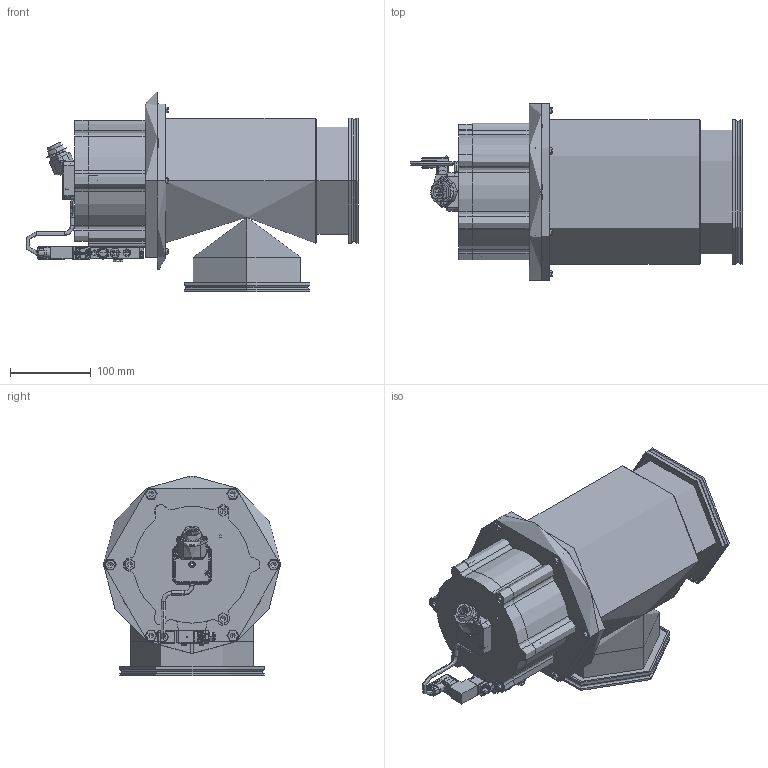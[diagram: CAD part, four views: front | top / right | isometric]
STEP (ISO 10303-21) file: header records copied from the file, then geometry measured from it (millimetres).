
FILE_DESCRIPTION (( 'STEP AP214' ), '1' );
FILE_NAME ('320VEP160-03.step', '2017-07-10T09:59:51', ( 'install' ), ( '' ), 'SwSTEP 2.0', 'SolidWorks 2015', '' );
FILE_SCHEMA (( 'AUTOMOTIVE_DESIGN' ));
Length unit declared in the file: millimetre
Products named in the file (1): 320VEP160-03
Bounding box: 412.34 x 220 x 248 mm (x, y, z)
Volume: 1757537.8 mm3
Topology: 66 solids, 69 shells, 5771 faces, 14604 edges, 8991 vertices
Faces by surface type: cylinder 2419, plane 1731, bspline 650, cone 382, torus 332, sphere 257
Entity records: 256882 total; most frequent: CARTESIAN_POINT 59150, ORIENTED_EDGE 28856, DIRECTION 28040, EDGE_CURVE 14428, AXIS2_PLACEMENT_3D 10979, VERTEX_POINT 8970, EDGE_LOOP 6186, LINE 6082
